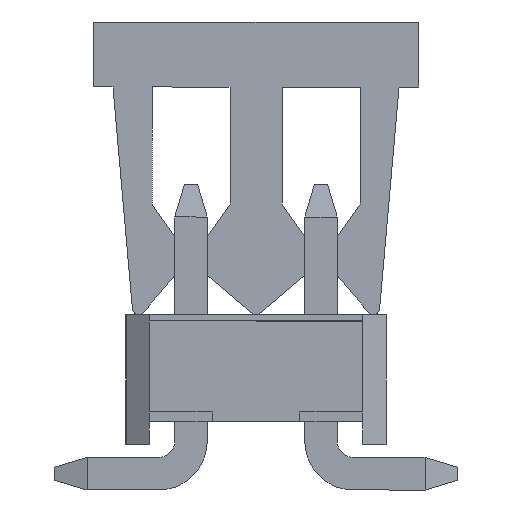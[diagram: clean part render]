
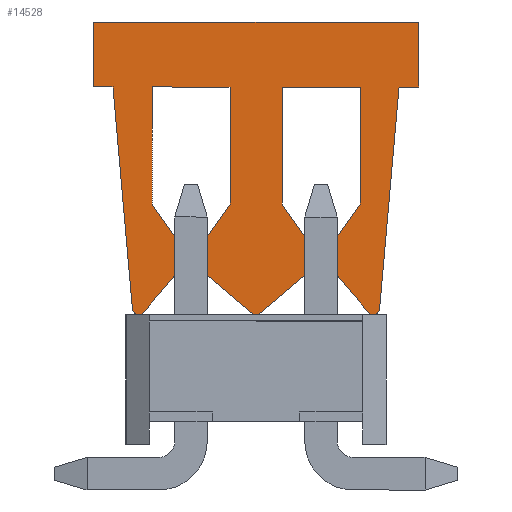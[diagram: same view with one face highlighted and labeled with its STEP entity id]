
A CAD part, front view. The second image highlights one B-rep face of the part: STEP entity #14528.
In plain terms, the highlighted face is planar.
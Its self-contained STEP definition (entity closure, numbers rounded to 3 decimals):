
#24=CIRCLE('',#15623,0.1);
#26=CIRCLE('',#15626,0.1);
#28=CIRCLE('',#15629,0.1);
#281=ORIENTED_EDGE('',*,*,#4486,.F.);
#282=ORIENTED_EDGE('',*,*,#4497,.F.);
#283=ORIENTED_EDGE('',*,*,#4493,.F.);
#284=ORIENTED_EDGE('',*,*,#4498,.F.);
#285=ORIENTED_EDGE('',*,*,#4419,.F.);
#286=ORIENTED_EDGE('',*,*,#4423,.F.);
#287=ORIENTED_EDGE('',*,*,#4487,.F.);
#288=ORIENTED_EDGE('',*,*,#4426,.F.);
#289=ORIENTED_EDGE('',*,*,#4430,.F.);
#290=ORIENTED_EDGE('',*,*,#4433,.F.);
#291=ORIENTED_EDGE('',*,*,#4436,.F.);
#292=ORIENTED_EDGE('',*,*,#4439,.F.);
#293=ORIENTED_EDGE('',*,*,#4442,.F.);
#294=ORIENTED_EDGE('',*,*,#4445,.F.);
#295=ORIENTED_EDGE('',*,*,#4448,.F.);
#296=ORIENTED_EDGE('',*,*,#4451,.F.);
#297=ORIENTED_EDGE('',*,*,#4489,.F.);
#298=ORIENTED_EDGE('',*,*,#4454,.F.);
#299=ORIENTED_EDGE('',*,*,#4458,.F.);
#300=ORIENTED_EDGE('',*,*,#4461,.F.);
#301=ORIENTED_EDGE('',*,*,#4464,.F.);
#302=ORIENTED_EDGE('',*,*,#4467,.F.);
#303=ORIENTED_EDGE('',*,*,#4470,.F.);
#304=ORIENTED_EDGE('',*,*,#4473,.F.);
#305=ORIENTED_EDGE('',*,*,#4476,.F.);
#306=ORIENTED_EDGE('',*,*,#4479,.F.);
#307=ORIENTED_EDGE('',*,*,#4491,.F.);
#308=ORIENTED_EDGE('',*,*,#4482,.F.);
#4419=EDGE_CURVE('',#6539,#6540,#7855,.T.);
#4423=EDGE_CURVE('',#6542,#6539,#7859,.T.);
#4426=EDGE_CURVE('',#6545,#6546,#7862,.T.);
#4430=EDGE_CURVE('',#6548,#6545,#7866,.T.);
#4433=EDGE_CURVE('',#6550,#6548,#7869,.T.);
#4436=EDGE_CURVE('',#6552,#6550,#7872,.T.);
#4439=EDGE_CURVE('',#6554,#6552,#7875,.T.);
#4442=EDGE_CURVE('',#6556,#6554,#7878,.T.);
#4445=EDGE_CURVE('',#6558,#6556,#7881,.T.);
#4448=EDGE_CURVE('',#6560,#6558,#7884,.T.);
#4451=EDGE_CURVE('',#6562,#6560,#7887,.T.);
#4454=EDGE_CURVE('',#6565,#6566,#7890,.T.);
#4458=EDGE_CURVE('',#6568,#6565,#7894,.T.);
#4461=EDGE_CURVE('',#6570,#6568,#7897,.T.);
#4464=EDGE_CURVE('',#6572,#6570,#7900,.T.);
#4467=EDGE_CURVE('',#6574,#6572,#7903,.T.);
#4470=EDGE_CURVE('',#6576,#6574,#7906,.T.);
#4473=EDGE_CURVE('',#6578,#6576,#7909,.T.);
#4476=EDGE_CURVE('',#6580,#6578,#7912,.T.);
#4479=EDGE_CURVE('',#6582,#6580,#7915,.T.);
#4482=EDGE_CURVE('',#6585,#6586,#7918,.T.);
#4486=EDGE_CURVE('',#6588,#6585,#7922,.T.);
#4487=EDGE_CURVE('',#6546,#6542,#24,.T.);
#4489=EDGE_CURVE('',#6566,#6562,#26,.T.);
#4491=EDGE_CURVE('',#6586,#6582,#28,.T.);
#4493=EDGE_CURVE('',#6589,#6590,#7923,.T.);
#4497=EDGE_CURVE('',#6590,#6588,#7927,.T.);
#4498=EDGE_CURVE('',#6540,#6589,#7928,.T.);
#6539=VERTEX_POINT('',#20503);
#6540=VERTEX_POINT('',#20505);
#6542=VERTEX_POINT('',#20511);
#6545=VERTEX_POINT('',#20518);
#6546=VERTEX_POINT('',#20520);
#6548=VERTEX_POINT('',#20526);
#6550=VERTEX_POINT('',#20532);
#6552=VERTEX_POINT('',#20538);
#6554=VERTEX_POINT('',#20544);
#6556=VERTEX_POINT('',#20550);
#6558=VERTEX_POINT('',#20556);
#6560=VERTEX_POINT('',#20562);
#6562=VERTEX_POINT('',#20568);
#6565=VERTEX_POINT('',#20575);
#6566=VERTEX_POINT('',#20577);
#6568=VERTEX_POINT('',#20583);
#6570=VERTEX_POINT('',#20589);
#6572=VERTEX_POINT('',#20595);
#6574=VERTEX_POINT('',#20601);
#6576=VERTEX_POINT('',#20607);
#6578=VERTEX_POINT('',#20613);
#6580=VERTEX_POINT('',#20619);
#6582=VERTEX_POINT('',#20625);
#6585=VERTEX_POINT('',#20632);
#6586=VERTEX_POINT('',#20634);
#6588=VERTEX_POINT('',#20640);
#6589=VERTEX_POINT('',#20653);
#6590=VERTEX_POINT('',#20654);
#7855=LINE('',#20504,#9873);
#7859=LINE('',#20512,#9877);
#7862=LINE('',#20519,#9880);
#7866=LINE('',#20527,#9884);
#7869=LINE('',#20533,#9887);
#7872=LINE('',#20539,#9890);
#7875=LINE('',#20545,#9893);
#7878=LINE('',#20551,#9896);
#7881=LINE('',#20557,#9899);
#7884=LINE('',#20563,#9902);
#7887=LINE('',#20569,#9905);
#7890=LINE('',#20576,#9908);
#7894=LINE('',#20584,#9912);
#7897=LINE('',#20590,#9915);
#7900=LINE('',#20596,#9918);
#7903=LINE('',#20602,#9921);
#7906=LINE('',#20608,#9924);
#7909=LINE('',#20614,#9927);
#7912=LINE('',#20620,#9930);
#7915=LINE('',#20626,#9933);
#7918=LINE('',#20633,#9936);
#7922=LINE('',#20641,#9940);
#7923=LINE('',#20652,#9941);
#7927=LINE('',#20661,#9945);
#7928=LINE('',#20662,#9946);
#9873=VECTOR('',#16565,1000.);
#9877=VECTOR('',#16571,1000.);
#9880=VECTOR('',#16576,1000.);
#9884=VECTOR('',#16582,1000.);
#9887=VECTOR('',#16587,1000.);
#9890=VECTOR('',#16592,1000.);
#9893=VECTOR('',#16597,1000.);
#9896=VECTOR('',#16602,1000.);
#9899=VECTOR('',#16607,1000.);
#9902=VECTOR('',#16612,1000.);
#9905=VECTOR('',#16617,1000.);
#9908=VECTOR('',#16622,1000.);
#9912=VECTOR('',#16628,1000.);
#9915=VECTOR('',#16633,1000.);
#9918=VECTOR('',#16638,1000.);
#9921=VECTOR('',#16643,1000.);
#9924=VECTOR('',#16648,1000.);
#9927=VECTOR('',#16653,1000.);
#9930=VECTOR('',#16658,1000.);
#9933=VECTOR('',#16663,1000.);
#9936=VECTOR('',#16668,1000.);
#9940=VECTOR('',#16674,1000.);
#9941=VECTOR('',#16695,1000.);
#9945=VECTOR('',#16701,1000.);
#9946=VECTOR('',#16702,1000.);
#11915=EDGE_LOOP('',(#281,#282,#283,#284,#285,#286,#287,#288,#289,#290,
#291,#292,#293,#294,#295,#296,#297,#298,#299,#300,#301,#302,#303,#304,#305,
#306,#307,#308));
#12819=FACE_BOUND('',#11915,.T.);
#13720=PLANE('',#15632);
#14528=ADVANCED_FACE('',(#12819),#13720,.F.);
#15623=AXIS2_PLACEMENT_3D('',#20643,#16677,#16678);
#15626=AXIS2_PLACEMENT_3D('',#20646,#16683,#16684);
#15629=AXIS2_PLACEMENT_3D('',#20649,#16689,#16690);
#15632=AXIS2_PLACEMENT_3D('',#20660,#16699,#16700);
#16565=DIRECTION('',(0.,1.,0.));
#16571=DIRECTION('',(0.,0.087,0.996));
#16576=DIRECTION('',(0.,0.644,-0.765));
#16582=DIRECTION('',(0.,0.,-1.));
#16587=DIRECTION('',(0.,-0.574,-0.819));
#16592=DIRECTION('',(0.,0.,-1.));
#16597=DIRECTION('',(0.,1.,0.));
#16602=DIRECTION('',(0.,0.,1.));
#16607=DIRECTION('',(0.,-0.574,0.819));
#16612=DIRECTION('',(0.,0.,1.));
#16617=DIRECTION('',(0.,0.765,0.644));
#16622=DIRECTION('',(0.,0.765,-0.644));
#16628=DIRECTION('',(0.,0.,-1.));
#16633=DIRECTION('',(0.,-0.574,-0.819));
#16638=DIRECTION('',(0.,0.,-1.));
#16643=DIRECTION('',(0.,1.,0.));
#16648=DIRECTION('',(0.,0.,1.));
#16653=DIRECTION('',(0.,-0.574,0.819));
#16658=DIRECTION('',(0.,0.,1.));
#16663=DIRECTION('',(0.,0.644,0.765));
#16668=DIRECTION('',(0.,0.087,-0.996));
#16674=DIRECTION('',(0.,1.,0.));
#16677=DIRECTION('',(1.,0.,0.));
#16678=DIRECTION('',(0.,0.,-1.));
#16683=DIRECTION('',(1.,0.,0.));
#16684=DIRECTION('',(0.,0.,-1.));
#16689=DIRECTION('',(1.,0.,0.));
#16690=DIRECTION('',(0.,0.,-1.));
#16695=DIRECTION('',(0.,-1.,0.));
#16699=DIRECTION('',(1.,0.,0.));
#16700=DIRECTION('',(0.,0.,-1.));
#16701=DIRECTION('',(0.,0.,-1.));
#16702=DIRECTION('',(0.,0.,1.));
#20503=CARTESIAN_POINT('',(-3.25,2.2,4.5));
#20504=CARTESIAN_POINT('',(-3.25,2.5,4.5));
#20505=CARTESIAN_POINT('',(-3.25,2.5,4.5));
#20511=CARTESIAN_POINT('',(-3.25,1.902,1.091));
#20512=CARTESIAN_POINT('',(-3.25,2.2,4.5));
#20518=CARTESIAN_POINT('',(-3.25,1.25,1.601));
#20519=CARTESIAN_POINT('',(-3.25,1.726,1.036));
#20520=CARTESIAN_POINT('',(-3.25,1.726,1.036));
#20526=CARTESIAN_POINT('',(-3.25,1.25,2.201));
#20527=CARTESIAN_POINT('',(-3.25,1.25,1.601));
#20532=CARTESIAN_POINT('',(-3.25,1.6,2.7));
#20533=CARTESIAN_POINT('',(-3.25,1.25,2.201));
#20538=CARTESIAN_POINT('',(-3.25,1.6,4.5));
#20539=CARTESIAN_POINT('',(-3.25,1.6,2.7));
#20544=CARTESIAN_POINT('',(-3.25,0.4,4.5));
#20545=CARTESIAN_POINT('',(-3.25,1.6,4.5));
#20550=CARTESIAN_POINT('',(-3.25,0.4,2.7));
#20551=CARTESIAN_POINT('',(-3.25,0.4,4.5));
#20556=CARTESIAN_POINT('',(-3.25,0.75,2.201));
#20557=CARTESIAN_POINT('',(-3.25,0.4,2.7));
#20562=CARTESIAN_POINT('',(-3.25,0.75,1.601));
#20563=CARTESIAN_POINT('',(-3.25,0.75,2.201));
#20568=CARTESIAN_POINT('',(-3.25,0.064,1.024));
#20569=CARTESIAN_POINT('',(-3.25,0.75,1.601));
#20575=CARTESIAN_POINT('',(-3.25,-0.75,1.601));
#20576=CARTESIAN_POINT('',(-3.25,-0.75,1.601));
#20577=CARTESIAN_POINT('',(-3.25,-0.064,1.024));
#20583=CARTESIAN_POINT('',(-3.25,-0.75,2.201));
#20584=CARTESIAN_POINT('',(-3.25,-0.75,2.201));
#20589=CARTESIAN_POINT('',(-3.25,-0.4,2.7));
#20590=CARTESIAN_POINT('',(-3.25,-0.4,2.7));
#20595=CARTESIAN_POINT('',(-3.25,-0.4,4.5));
#20596=CARTESIAN_POINT('',(-3.25,-0.4,4.5));
#20601=CARTESIAN_POINT('',(-3.25,-1.6,4.5));
#20602=CARTESIAN_POINT('',(-3.25,-1.6,4.5));
#20607=CARTESIAN_POINT('',(-3.25,-1.6,2.7));
#20608=CARTESIAN_POINT('',(-3.25,-1.6,2.7));
#20613=CARTESIAN_POINT('',(-3.25,-1.25,2.201));
#20614=CARTESIAN_POINT('',(-3.25,-1.25,2.201));
#20619=CARTESIAN_POINT('',(-3.25,-1.25,1.601));
#20620=CARTESIAN_POINT('',(-3.25,-1.25,1.601));
#20625=CARTESIAN_POINT('',(-3.25,-1.726,1.036));
#20626=CARTESIAN_POINT('',(-3.25,-1.726,1.036));
#20632=CARTESIAN_POINT('',(-3.25,-2.2,4.5));
#20633=CARTESIAN_POINT('',(-3.25,-2.2,4.5));
#20634=CARTESIAN_POINT('',(-3.25,-1.902,1.091));
#20640=CARTESIAN_POINT('',(-3.25,-2.5,4.5));
#20641=CARTESIAN_POINT('',(-3.25,-2.5,4.5));
#20643=CARTESIAN_POINT('',(-3.25,1.802,1.1));
#20646=CARTESIAN_POINT('',(-3.25,0.,1.1));
#20649=CARTESIAN_POINT('',(-3.25,-1.802,1.1));
#20652=CARTESIAN_POINT('',(-3.25,2.5,5.5));
#20653=CARTESIAN_POINT('',(-3.25,2.5,5.5));
#20654=CARTESIAN_POINT('',(-3.25,-2.5,5.5));
#20660=CARTESIAN_POINT('',(-3.25,0.,3.25));
#20661=CARTESIAN_POINT('',(-3.25,-2.5,5.5));
#20662=CARTESIAN_POINT('',(-3.25,2.5,1.));
